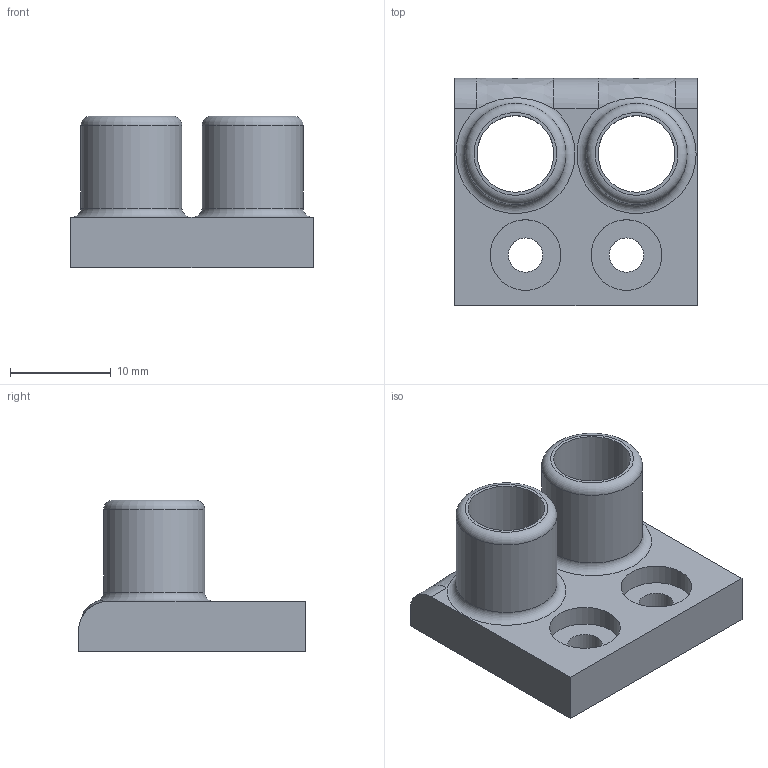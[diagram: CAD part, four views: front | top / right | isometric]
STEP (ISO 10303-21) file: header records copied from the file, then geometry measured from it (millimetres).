
FILE_DESCRIPTION(('FreeCAD Model'),'2;1');
FILE_NAME('Open CASCADE Shape Model','2024-02-03T04:06:57',(''),(''), 'Open CASCADE STEP processor 7.6','FreeCAD','Unknown');
FILE_SCHEMA(('AUTOMOTIVE_DESIGN { 1 0 10303 214 1 1 1 1 }'));
Length unit declared in the file: millimetre
Products named in the file (1): connector_cpap
Bounding box: 24 x 22.5 x 15 mm (x, y, z)
Volume: 2660.9 mm3; surface area: 2742.6 mm2
Topology: 1 solids, 1 shells, 29 faces, 65 edges, 40 vertices
Faces by surface type: cylinder 13, plane 10, torus 4, bspline 2
Full cylindrical faces by diameter (mm): 3.4 x2, 7 x2, 7.6 x4, 10 x2
Entity records: 1841 total; most frequent: CARTESIAN_POINT 465, DIRECTION 266, ORIENTED_EDGE 130, PCURVE 130, DEFINITIONAL_REPRESENTATION 130, LINE 129, VECTOR 129, EDGE_CURVE 65
